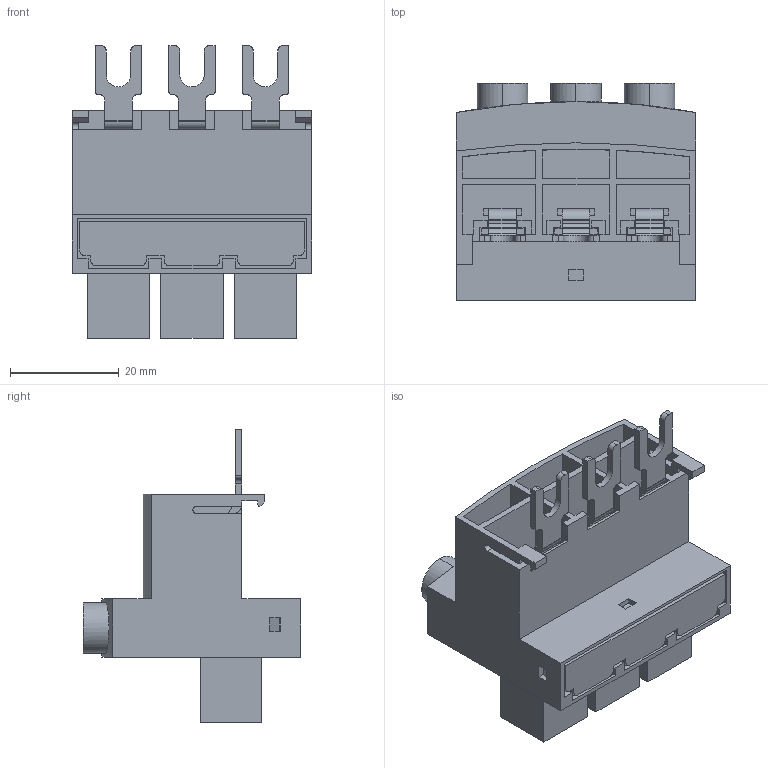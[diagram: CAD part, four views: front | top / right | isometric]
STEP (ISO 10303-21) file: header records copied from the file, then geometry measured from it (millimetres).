
FILE_DESCRIPTION (( 'STEP AP203' ), '1' );
FILE_NAME ('GV1G09.step', '2023-08-31T19:59:15', ( '' ), ( '' ), 'SwSTEP 2.0', 'SolidWorks 2021', '' );
FILE_SCHEMA (( 'CONFIG_CONTROL_DESIGN' ));
Length unit declared in the file: inch
Products named in the file (1): GV1G09
Bounding box: 44 x 40 x 53.81 mm (x, y, z)
Volume: 21093.4 mm3; surface area: 19429.9 mm2
Topology: 1 solids, 1 shells, 464 faces, 1287 edges, 854 vertices
Faces by surface type: plane 377, cylinder 57, bspline 30
Entity records: 15405 total; most frequent: CARTESIAN_POINT 3744, ORIENTED_EDGE 2574, DIRECTION 2126, EDGE_CURVE 1287, VECTOR 1054, LINE 1054, VERTEX_POINT 854, AXIS2_PLACEMENT_3D 536
